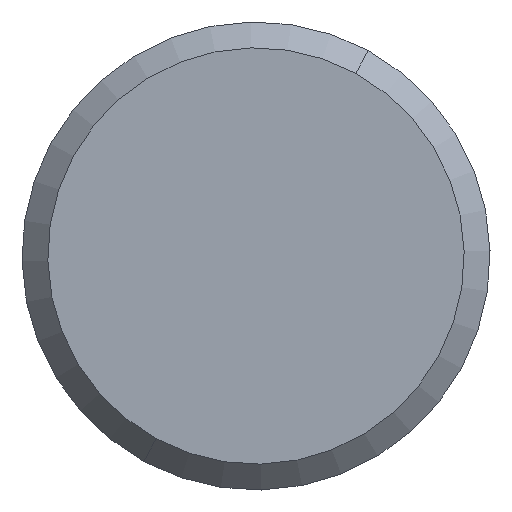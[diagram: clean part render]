
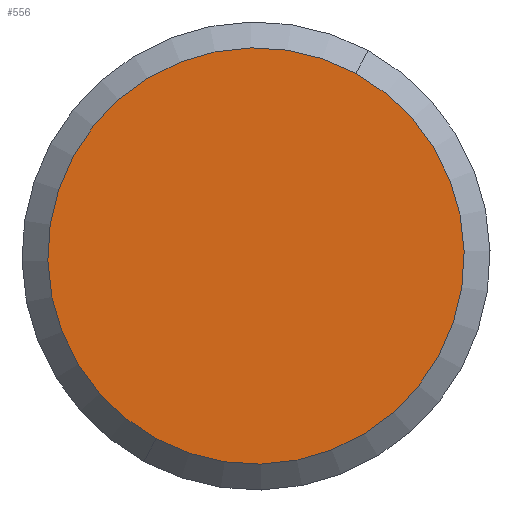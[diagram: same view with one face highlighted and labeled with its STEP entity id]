
A CAD part, front view. The second image highlights one B-rep face of the part: STEP entity #556.
In plain terms, the highlighted planar face has unit normal (0, -1, 0).
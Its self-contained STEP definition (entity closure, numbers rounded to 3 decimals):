
#70=CARTESIAN_POINT('Vertex',(2.729,0.,4.996)) ;
#73=CARTESIAN_POINT('Axis2P3D Location',(0.,0.,0.)) ;
#77=CARTESIAN_POINT('Vertex',(-2.729,0.,-4.996)) ;
#97=CARTESIAN_POINT('Axis2P3D Location',(0.,0.,0.)) ;
#547=CARTESIAN_POINT('Axis2P3D Location',(0.,0.,0.)) ;
#74=DIRECTION('Axis2P3D Direction',(0.,1.,0.)) ;
#98=DIRECTION('Axis2P3D Direction',(0.,1.,0.)) ;
#548=DIRECTION('Axis2P3D Direction',(0.,1.,0.)) ;
#549=DIRECTION('Axis2P3D XDirection',(1.,0.,0.)) ;
#75=AXIS2_PLACEMENT_3D('Circle Axis2P3D',#73,#74,$) ;
#99=AXIS2_PLACEMENT_3D('Circle Axis2P3D',#97,#98,$) ;
#550=AXIS2_PLACEMENT_3D('Plane Axis2P3D',#547,#548,#549) ;
#553=ORIENTED_EDGE('',*,*,#79,.F.) ;
#554=ORIENTED_EDGE('',*,*,#101,.F.) ;
#556=ADVANCED_FACE('',(#555),#551,.F.) ;
#76=CIRCLE('generated circle',#75,5.693) ;
#100=CIRCLE('generated circle',#99,5.693) ;
#79=EDGE_CURVE('',#71,#78,#76,.T.) ;
#101=EDGE_CURVE('',#78,#71,#100,.T.) ;
#552=EDGE_LOOP('',(#553,#554)) ;
#555=FACE_OUTER_BOUND('',#552,.T.) ;
#551=PLANE('Plane',#550) ;
#71=VERTEX_POINT('',#70) ;
#78=VERTEX_POINT('',#77) ;
